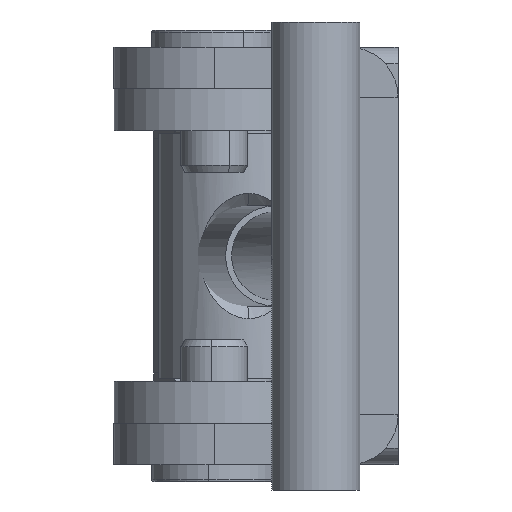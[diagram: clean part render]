
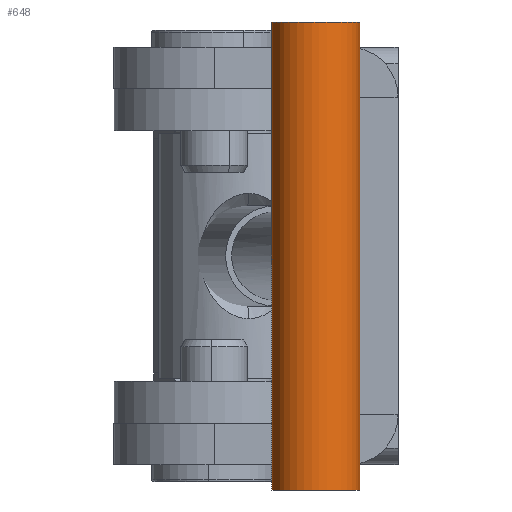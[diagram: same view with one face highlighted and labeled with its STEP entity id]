
A CAD part, left-side view. The second image highlights one B-rep face of the part: STEP entity #648.
In plain terms, the highlighted cylindrical face has radius 2.64 mm (diameter 5.28 mm), a partial arc.
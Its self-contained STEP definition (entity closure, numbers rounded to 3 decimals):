
#57 = VERTEX_POINT ( 'NONE', #1113 ) ;
#85 = VECTOR ( 'NONE', #2678, 1000. ) ;
#88 = DIRECTION ( 'NONE',  ( 0., 0., -1. ) ) ;
#97 = LINE ( 'NONE', #2957, #471 ) ;
#127 = VERTEX_POINT ( 'NONE', #3024 ) ;
#162 = CARTESIAN_POINT ( 'NONE',  ( 0., 65., 14. ) ) ;
#193 = DIRECTION ( 'NONE',  ( 1., 0., 0. ) ) ;
#219 = DIRECTION ( 'NONE',  ( 0., 0., 1. ) ) ;
#264 = CARTESIAN_POINT ( 'NONE',  ( -2.64, 65., -14. ) ) ;
#302 = EDGE_LOOP ( 'NONE', ( #1175, #2413, #1620, #1793, #1675, #1722 ) ) ;
#399 = CIRCLE ( 'NONE', #3433, 2.64 ) ;
#471 = VECTOR ( 'NONE', #1692, 1000. ) ;
#578 = CARTESIAN_POINT ( 'NONE',  ( -2.64, 65., 14. ) ) ;
#648 = ADVANCED_FACE ( 'NONE', ( #1511 ), #1438, .T. ) ;
#721 = CARTESIAN_POINT ( 'NONE',  ( -2.64, 65., 14. ) ) ;
#885 = AXIS2_PLACEMENT_3D ( 'NONE', #1892, #219, #193 ) ;
#986 = AXIS2_PLACEMENT_3D ( 'NONE', #162, #88, #3809 ) ;
#1113 = CARTESIAN_POINT ( 'NONE',  ( 2.64, 65., -14. ) ) ;
#1161 = CARTESIAN_POINT ( 'NONE',  ( -2.64, 65., 14. ) ) ;
#1175 = ORIENTED_EDGE ( 'NONE', *, *, #3392, .F. ) ;
#1210 = VERTEX_POINT ( 'NONE', #2185 ) ;
#1243 = DIRECTION ( 'NONE',  ( 0., 0., 1. ) ) ;
#1268 = DIRECTION ( 'NONE',  ( 0., 0., -1. ) ) ;
#1351 = VERTEX_POINT ( 'NONE', #2204 ) ;
#1438 = CYLINDRICAL_SURFACE ( 'NONE', #986, 2.64 ) ;
#1511 = FACE_OUTER_BOUND ( 'NONE', #302, .T. ) ;
#1561 = CARTESIAN_POINT ( 'NONE',  ( 0., 65., 14. ) ) ;
#1597 = VECTOR ( 'NONE', #1268, 1000. ) ;
#1611 = EDGE_CURVE ( 'NONE', #3395, #1351, #2401, .T. ) ;
#1620 = ORIENTED_EDGE ( 'NONE', *, *, #3766, .T. ) ;
#1675 = ORIENTED_EDGE ( 'NONE', *, *, #2590, .F. ) ;
#1692 = DIRECTION ( 'NONE',  ( 0., 0., -1. ) ) ;
#1722 = ORIENTED_EDGE ( 'NONE', *, *, #1611, .F. ) ;
#1793 = ORIENTED_EDGE ( 'NONE', *, *, #3723, .T. ) ;
#1892 = CARTESIAN_POINT ( 'NONE',  ( 0., 65., -14. ) ) ;
#1991 = VECTOR ( 'NONE', #2870, 1000. ) ;
#2185 = CARTESIAN_POINT ( 'NONE',  ( 2.64, 65., 14. ) ) ;
#2204 = CARTESIAN_POINT ( 'NONE',  ( -2.64, 65., 0. ) ) ;
#2401 = LINE ( 'NONE', #1161, #85 ) ;
#2413 = ORIENTED_EDGE ( 'NONE', *, *, #3589, .T. ) ;
#2468 = LINE ( 'NONE', #721, #1597 ) ;
#2590 = EDGE_CURVE ( 'NONE', #1351, #2908, #2468, .T. ) ;
#2592 = CIRCLE ( 'NONE', #885, 2.64 ) ;
#2678 = DIRECTION ( 'NONE',  ( 0., 0., -1. ) ) ;
#2784 = CARTESIAN_POINT ( 'NONE',  ( 2.64, 65., 14. ) ) ;
#2870 = DIRECTION ( 'NONE',  ( 0., 0., -1. ) ) ;
#2897 = LINE ( 'NONE', #2784, #1991 ) ;
#2908 = VERTEX_POINT ( 'NONE', #264 ) ;
#2957 = CARTESIAN_POINT ( 'NONE',  ( 2.64, 65., 14. ) ) ;
#3024 = CARTESIAN_POINT ( 'NONE',  ( 2.64, 65., 0. ) ) ;
#3392 = EDGE_CURVE ( 'NONE', #1210, #3395, #399, .T. ) ;
#3395 = VERTEX_POINT ( 'NONE', #578 ) ;
#3433 = AXIS2_PLACEMENT_3D ( 'NONE', #1561, #1243, #3737 ) ;
#3589 = EDGE_CURVE ( 'NONE', #1210, #127, #97, .T. ) ;
#3723 = EDGE_CURVE ( 'NONE', #57, #2908, #2592, .T. ) ;
#3737 = DIRECTION ( 'NONE',  ( 1., 0., 0. ) ) ;
#3766 = EDGE_CURVE ( 'NONE', #127, #57, #2897, .T. ) ;
#3809 = DIRECTION ( 'NONE',  ( -1., 0., 0. ) ) ;
